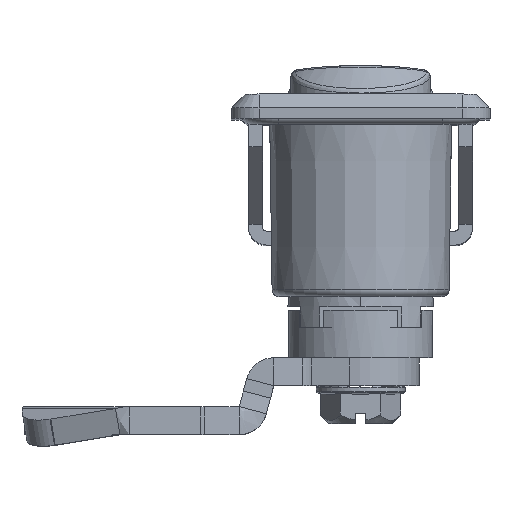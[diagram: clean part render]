
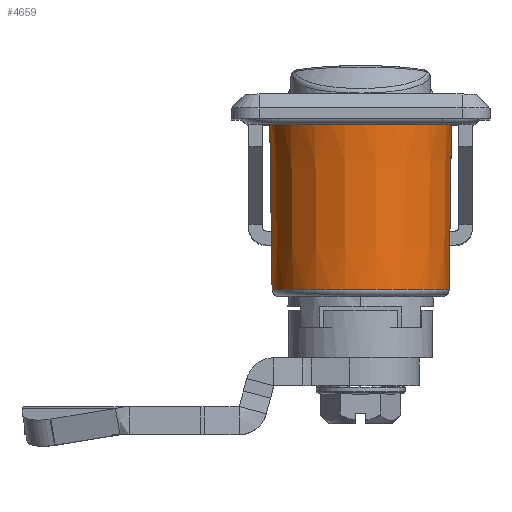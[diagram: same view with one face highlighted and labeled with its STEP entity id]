
A CAD part, top view. The second image highlights one B-rep face of the part: STEP entity #4659.
In plain terms, the highlighted conical face has half-angle 0.8 degrees and reference radius 13 mm.
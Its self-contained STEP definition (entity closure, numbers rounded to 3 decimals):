
#584 = LINE ( 'NONE', #11270, #15322 ) ;
#598 = DIRECTION ( 'NONE',  ( -0.014, 1., 0. ) ) ;
#933 = EDGE_CURVE ( 'NONE', #5990, #1330, #584, .T. ) ;
#987 = CARTESIAN_POINT ( 'NONE',  ( -13., 0., 54. ) ) ;
#1013 = DIRECTION ( 'NONE',  ( 0., 1., 0. ) ) ;
#1322 = AXIS2_PLACEMENT_3D ( 'NONE', #15353, #11576, #11798 ) ;
#1330 = VERTEX_POINT ( 'NONE', #6826 ) ;
#1842 = CARTESIAN_POINT ( 'NONE',  ( -13., 0., 54. ) ) ;
#2228 = ORIENTED_EDGE ( 'NONE', *, *, #933, .T. ) ;
#2781 = VERTEX_POINT ( 'NONE', #987 ) ;
#2960 = ORIENTED_EDGE ( 'NONE', *, *, #11939, .F. ) ;
#3657 = AXIS2_PLACEMENT_3D ( 'NONE', #14230, #1013, #13033 ) ;
#4214 = CARTESIAN_POINT ( 'NONE',  ( -12.659, -24.414, 54. ) ) ;
#4659 = ADVANCED_FACE ( 'NONE', ( #11775 ), #13962, .T. ) ;
#4690 = CARTESIAN_POINT ( 'NONE',  ( 12.659, -24.414, 54. ) ) ;
#5267 = DIRECTION ( 'NONE',  ( 0., -1., 0. ) ) ;
#5990 = VERTEX_POINT ( 'NONE', #4690 ) ;
#6826 = CARTESIAN_POINT ( 'NONE',  ( 13., 0., 54. ) ) ;
#8557 = EDGE_LOOP ( 'NONE', ( #2960, #10552, #2228, #10283 ) ) ;
#8859 = CIRCLE ( 'NONE', #1322, 12.659 ) ;
#9358 = CIRCLE ( 'NONE', #12631, 13. ) ;
#9398 = VERTEX_POINT ( 'NONE', #4214 ) ;
#10283 = ORIENTED_EDGE ( 'NONE', *, *, #14995, .T. ) ;
#10552 = ORIENTED_EDGE ( 'NONE', *, *, #13251, .T. ) ;
#11132 = VECTOR ( 'NONE', #598, 1000. ) ;
#11270 = CARTESIAN_POINT ( 'NONE',  ( 13., 0., 54. ) ) ;
#11576 = DIRECTION ( 'NONE',  ( 0., 1., 0. ) ) ;
#11775 = FACE_OUTER_BOUND ( 'NONE', #8557, .T. ) ;
#11798 = DIRECTION ( 'NONE',  ( 0., 0., 1. ) ) ;
#11939 = EDGE_CURVE ( 'NONE', #9398, #2781, #14911, .T. ) ;
#12508 = CARTESIAN_POINT ( 'NONE',  ( 0., 0., 54. ) ) ;
#12599 = DIRECTION ( 'NONE',  ( 0.014, 1., 0. ) ) ;
#12631 = AXIS2_PLACEMENT_3D ( 'NONE', #12508, #5267, #13531 ) ;
#13033 = DIRECTION ( 'NONE',  ( 0., 0., -1. ) ) ;
#13251 = EDGE_CURVE ( 'NONE', #9398, #5990, #8859, .T. ) ;
#13531 = DIRECTION ( 'NONE',  ( 0., 0., -1. ) ) ;
#13962 = CONICAL_SURFACE ( 'NONE', #3657, 13., 0.014 ) ;
#14230 = CARTESIAN_POINT ( 'NONE',  ( 0., 0., 54. ) ) ;
#14911 = LINE ( 'NONE', #1842, #11132 ) ;
#14995 = EDGE_CURVE ( 'NONE', #1330, #2781, #9358, .T. ) ;
#15322 = VECTOR ( 'NONE', #12599, 1000. ) ;
#15353 = CARTESIAN_POINT ( 'NONE',  ( 0., -24.414, 54. ) ) ;
